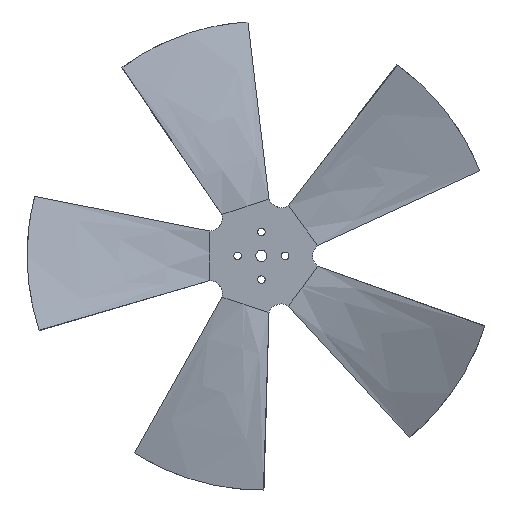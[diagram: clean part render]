
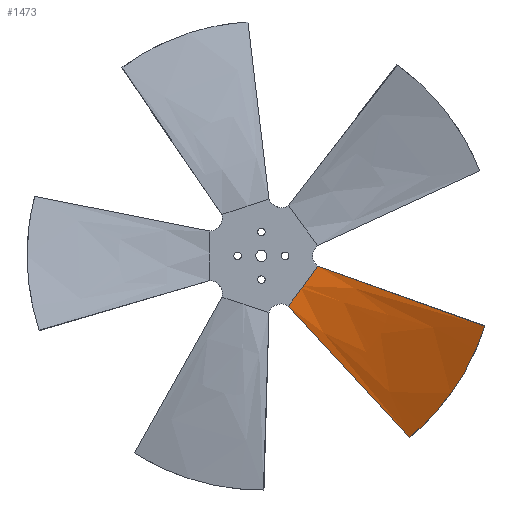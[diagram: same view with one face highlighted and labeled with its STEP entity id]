
A CAD part, top view. The second image highlights one B-rep face of the part: STEP entity #1473.
In plain terms, the highlighted free-form (B-spline) face has degree [3, 3] with [6, 4] control points.
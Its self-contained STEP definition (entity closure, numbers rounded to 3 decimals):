
#71=DIRECTION('',(0.588,0.809,0.));
#72=VECTOR('',#71,13.25);
#73=CARTESIAN_POINT('',(22.248,-16.164,0.5));
#74=LINE('',#73,#72);
#75=DIRECTION('',(0.588,0.809,0.));
#76=VECTOR('',#75,1.542);
#77=CARTESIAN_POINT('',(21.342,-17.412,0.5));
#78=LINE('',#77,#76);
#79=DIRECTION('',(0.588,0.809,0.));
#80=VECTOR('',#79,11.708);
#81=CARTESIAN_POINT('',(14.46,-26.884,0.5));
#82=LINE('',#81,#80);
#323=DIRECTION('',(-0.673,0.728,0.132));
#324=VECTOR('',#323,96.054);
#325=CARTESIAN_POINT('',(79.12,-96.773,-12.182));
#326=LINE('',#325,#324);
#327=CARTESIAN_POINT('',(101.127,-73.473,0.431));
#328=CARTESIAN_POINT('',(99.004,-76.396,-1.028));
#329=CARTESIAN_POINT('',(94.525,-82.028,-3.931));
#330=CARTESIAN_POINT('',(87.161,-89.81,-8.169));
#331=CARTESIAN_POINT('',(81.86,-94.533,-10.872));
#332=CARTESIAN_POINT('',(79.12,-96.773,-12.182));
#334=CARTESIAN_POINT('',(119.224,-37.557,16.118));
#335=CARTESIAN_POINT('',(117.893,-41.785,14.542));
#336=CARTESIAN_POINT('',(114.773,-50.12,11.238));
#337=CARTESIAN_POINT('',(108.732,-62.155,5.941));
#338=CARTESIAN_POINT('',(103.81,-69.78,2.276));
#339=CARTESIAN_POINT('',(101.127,-73.473,0.431));
#346=CARTESIAN_POINT('',(119.224,-37.557,16.118));
#369=DIRECTION('',(-0.928,0.334,-0.163));
#370=VECTOR('',#369,96.071);
#371=CARTESIAN_POINT('',(119.224,-37.557,16.118));
#372=LINE('',#371,#370);
#794=VERTEX_POINT('',#327);
#795=VERTEX_POINT('',#332);
#799=VERTEX_POINT('',#346);
#838=CARTESIAN_POINT('',(30.036,-5.445,0.5));
#839=VERTEX_POINT('',#838);
#840=CARTESIAN_POINT('',(14.46,-26.884,0.5));
#841=VERTEX_POINT('',#840);
#896=CARTESIAN_POINT('',(22.248,-16.164,0.5));
#897=VERTEX_POINT('',#896);
#898=CARTESIAN_POINT('',(21.342,-17.412,0.5));
#899=VERTEX_POINT('',#898);
#1438=CARTESIAN_POINT('',(12.809,-25.838,
0.777));
#1439=CARTESIAN_POINT('',(36.017,-51.399,
-4.021));
#1440=CARTESIAN_POINT('',(59.224,-76.961,
-8.819));
#1441=CARTESIAN_POINT('',(82.431,-102.523,
-13.617));
#1442=CARTESIAN_POINT('',(12.91,-25.7,
0.773));
#1443=CARTESIAN_POINT('',(36.182,-51.173,
-3.956));
#1444=CARTESIAN_POINT('',(59.454,-76.645,
-8.684));
#1445=CARTESIAN_POINT('',(82.726,-102.118,
-13.413));
#1446=CARTESIAN_POINT('',(18.015,-18.673,
0.569));
#1447=CARTESIAN_POINT('',(44.59,-39.599,
-0.627));
#1448=CARTESIAN_POINT('',(71.165,-60.526,
-1.823));
#1449=CARTESIAN_POINT('',(97.74,-81.453,
-3.02));
#1450=CARTESIAN_POINT('',(23.22,-11.508,
0.361));
#1451=CARTESIAN_POINT('',(53.163,-27.799,2.767));
#1452=CARTESIAN_POINT('',(83.106,-44.091,5.172));
#1453=CARTESIAN_POINT('',(113.049,-60.382,7.577));
#1454=CARTESIAN_POINT('',(28.326,-4.481,
0.157));
#1455=CARTESIAN_POINT('',(61.571,-16.226,6.095));
#1456=CARTESIAN_POINT('',(94.817,-27.972,12.033));
#1457=CARTESIAN_POINT('',(128.063,-39.717,17.97));
#1458=CARTESIAN_POINT('',(28.426,-4.343,
0.153));
#1459=CARTESIAN_POINT('',(61.736,-16.,6.16));
#1460=CARTESIAN_POINT('',(95.047,-27.656,12.167));
#1461=CARTESIAN_POINT('',(128.357,-39.312,18.174));
#1462=B_SPLINE_SURFACE_WITH_KNOTS('',3,3,((#1438,#1439,#1440,#1441),(#1442,
#1443,#1444,#1445),(#1446,#1447,#1448,#1449),(#1450,#1451,#1452,#1453),(#1454,
#1455,#1456,#1457),(#1458,#1459,#1460,#1461)),.UNSPECIFIED.,.F.,.F.,.F.,(4,1,1,
4),(4,4),(-0.02,0.,1.,1.02),(-0.02,1.02),.UNSPECIFIED.);
#1463=ORIENTED_EDGE('',*,*,#1426,.T.);
#1464=ORIENTED_EDGE('',*,*,#1424,.T.);
#1465=ORIENTED_EDGE('',*,*,#1414,.T.);
#1466=ORIENTED_EDGE('',*,*,#1033,.T.);
#1467=ORIENTED_EDGE('',*,*,#1031,.T.);
#1468=ORIENTED_EDGE('',*,*,#1029,.T.);
#1470=ORIENTED_EDGE('',*,*,#1469,.F.);
#1471=EDGE_LOOP('',(#1463,#1464,#1465,#1466,#1467,#1468,#1470));
#1472=FACE_OUTER_BOUND('',#1471,.F.);
#1473=ADVANCED_FACE('',(#1472),#1462,.F.);
#333=B_SPLINE_CURVE_WITH_KNOTS('',3,(#327,#328,#329,#330,#331,#332),
.UNSPECIFIED.,.F.,.F.,(4,1,1,4),(0.,0.333,0.667,1.),
.UNSPECIFIED.);
#340=B_SPLINE_CURVE_WITH_KNOTS('',3,(#334,#335,#336,#337,#338,#339),
.UNSPECIFIED.,.F.,.F.,(4,1,1,4),(0.,0.333,0.667,1.),
.UNSPECIFIED.);
#1029=EDGE_CURVE('',#897,#839,#74,.T.);
#1031=EDGE_CURVE('',#899,#897,#78,.T.);
#1033=EDGE_CURVE('',#841,#899,#82,.T.);
#1414=EDGE_CURVE('',#795,#841,#326,.T.);
#1424=EDGE_CURVE('',#794,#795,#333,.T.);
#1426=EDGE_CURVE('',#799,#794,#340,.T.);
#1469=EDGE_CURVE('',#799,#839,#372,.T.);
